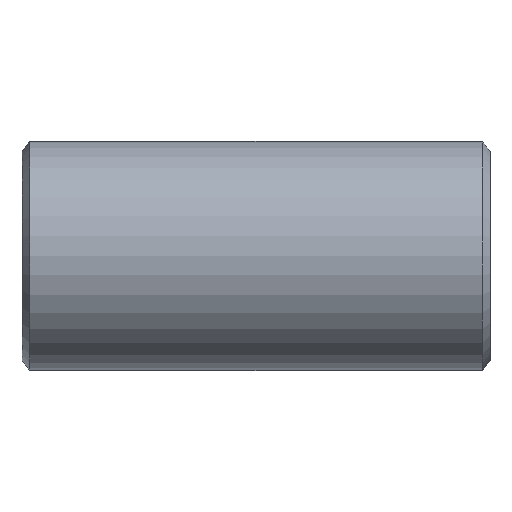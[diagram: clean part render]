
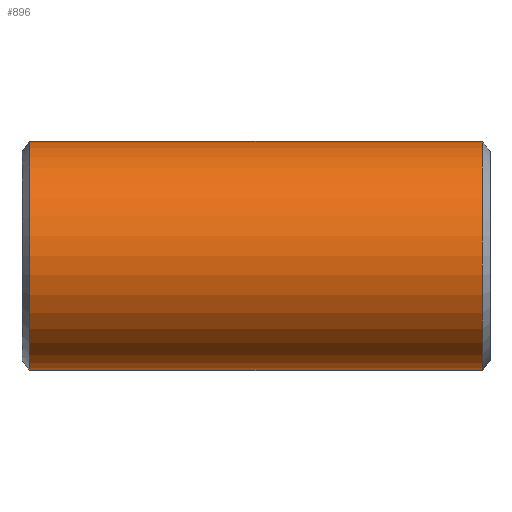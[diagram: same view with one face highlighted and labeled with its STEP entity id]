
A CAD part, top view. The second image highlights one B-rep face of the part: STEP entity #896.
In plain terms, the highlighted cylindrical face has radius 16.5 mm (diameter 33 mm), a full revolution.
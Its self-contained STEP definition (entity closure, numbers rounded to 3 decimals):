
#40 = VERTEX_POINT ( 'NONE', #41 ) ;
#41 = CARTESIAN_POINT ( 'NONE',  ( 32.657, 0., -16.5 ) ) ;
#42 = VERTEX_POINT ( 'NONE', #43 ) ;
#43 = CARTESIAN_POINT ( 'NONE',  ( -32.657, 0., -16.5 ) ) ;
#80 = EDGE_CURVE ( 'NONE', #111, #112, #677, .T. ) ;
#83 = EDGE_CURVE ( 'NONE', #112, #111, #678, .T. ) ;
#87 = EDGE_CURVE ( 'NONE', #40, #40, #779, .T. ) ;
#90 = EDGE_CURVE ( 'NONE', #42, #42, #780, .T. ) ;
#96 = AXIS2_PLACEMENT_3D ( 'NONE', #134, #141, #142 ) ;
#111 = VERTEX_POINT ( 'NONE', #179 ) ;
#112 = VERTEX_POINT ( 'NONE', #180 ) ;
#113 = CARTESIAN_POINT ( 'NONE',  ( 0., -16.5, 0. ) ) ;
#118 = CARTESIAN_POINT ( 'NONE',  ( 36.4, -16.5, -33. ) ) ;
#119 = CARTESIAN_POINT ( 'NONE',  ( 36.4, 16.5, -33. ) ) ;
#120 = CARTESIAN_POINT ( 'NONE',  ( 0., 16.5, 0. ) ) ;
#121 = CARTESIAN_POINT ( 'NONE',  ( -36.4, 16.5, -33. ) ) ;
#124 = CARTESIAN_POINT ( 'NONE',  ( 0., 16.5, 0. ) ) ;
#129 = CARTESIAN_POINT ( 'NONE',  ( -36.4, -16.5, -33. ) ) ;
#130 = CARTESIAN_POINT ( 'NONE',  ( 0., -16.5, 0. ) ) ;
#134 = CARTESIAN_POINT ( 'NONE',  ( 32.657, 0., 0. ) ) ;
#141 = DIRECTION ( 'NONE',  ( 1., 0., 0. ) ) ;
#142 = DIRECTION ( 'NONE',  ( 0., 0., -1. ) ) ;
#147 = CARTESIAN_POINT ( 'NONE',  ( -32.657, 0., 0. ) ) ;
#148 = DIRECTION ( 'NONE',  ( 1., 0., 0. ) ) ;
#149 = DIRECTION ( 'NONE',  ( 0., 0., -1. ) ) ;
#179 = CARTESIAN_POINT ( 'NONE',  ( 0., -16.5, 0. ) ) ;
#180 = CARTESIAN_POINT ( 'NONE',  ( 0., 16.5, 0. ) ) ;
#461 = CARTESIAN_POINT ( 'NONE',  ( 33.75, 0., 0. ) ) ;
#465 = DIRECTION ( 'NONE',  ( 1., 0., 0. ) ) ;
#466 = DIRECTION ( 'NONE',  ( 0., 0., -1. ) ) ;
#677 =( BOUNDED_CURVE ( )  B_SPLINE_CURVE ( 3, ( #113, #118, #119, #120 ),
 .UNSPECIFIED., .F., .T. ) 
 B_SPLINE_CURVE_WITH_KNOTS ( ( 4, 4 ),
 ( 1.571, 4.712 ),
 .UNSPECIFIED. ) 
 CURVE ( )  GEOMETRIC_REPRESENTATION_ITEM ( )  RATIONAL_B_SPLINE_CURVE ( ( 1., 0.333, 0.333, 1. ) ) 
 REPRESENTATION_ITEM ( '' )  );
#678 =( BOUNDED_CURVE ( )  B_SPLINE_CURVE ( 3, ( #124, #121, #129, #130 ),
 .UNSPECIFIED., .F., .T. ) 
 B_SPLINE_CURVE_WITH_KNOTS ( ( 4, 4 ),
 ( 1.571, 4.712 ),
 .UNSPECIFIED. ) 
 CURVE ( )  GEOMETRIC_REPRESENTATION_ITEM ( )  RATIONAL_B_SPLINE_CURVE ( ( 1., 0.333, 0.333, 1. ) ) 
 REPRESENTATION_ITEM ( '' )  );
#689 = EDGE_LOOP ( 'NONE', ( #743, #739 ) ) ;
#713 = EDGE_LOOP ( 'NONE', ( #748 ) ) ;
#723 = EDGE_LOOP ( 'NONE', ( #736 ) ) ;
#736 = ORIENTED_EDGE ( 'NONE', *, *, #87, .F. ) ;
#739 = ORIENTED_EDGE ( 'NONE', *, *, #80, .T. ) ;
#743 = ORIENTED_EDGE ( 'NONE', *, *, #83, .T. ) ;
#748 = ORIENTED_EDGE ( 'NONE', *, *, #90, .T. ) ;
#779 = CIRCLE ( 'NONE', #96, 16.5 ) ;
#780 = CIRCLE ( 'NONE', #850, 16.5 ) ;
#804 = FACE_BOUND ( 'NONE', #689, .T. ) ;
#805 = FACE_OUTER_BOUND ( 'NONE', #723, .T. ) ;
#808 = CYLINDRICAL_SURFACE ( 'NONE', #870, 16.5 ) ;
#810 = FACE_OUTER_BOUND ( 'NONE', #713, .T. ) ;
#850 = AXIS2_PLACEMENT_3D ( 'NONE', #147, #148, #149 ) ;
#870 = AXIS2_PLACEMENT_3D ( 'NONE', #461, #465, #466 ) ;
#896 = ADVANCED_FACE ( 'NONE', ( #805, #804, #810 ), #808, .T. ) ;
